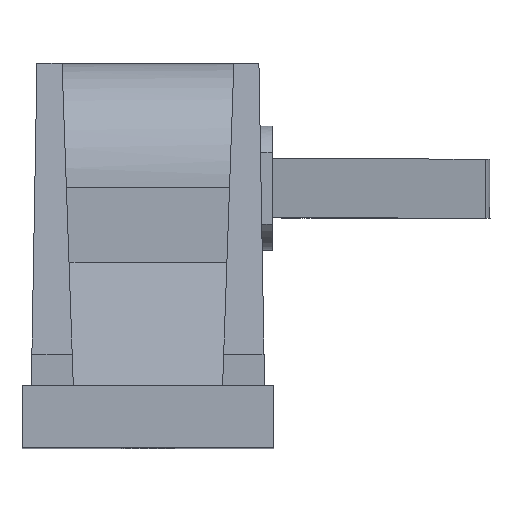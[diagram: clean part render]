
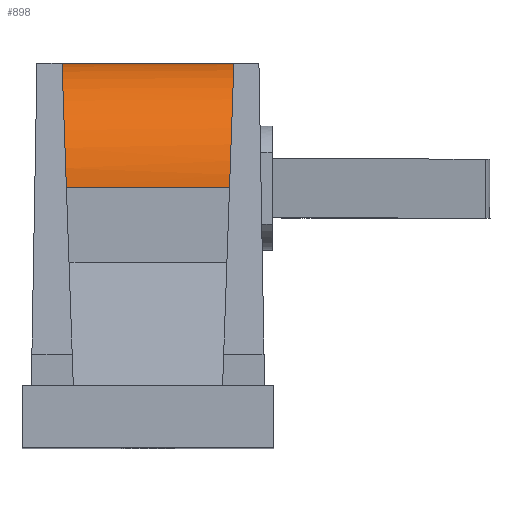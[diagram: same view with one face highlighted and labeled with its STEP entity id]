
A CAD part, top view. The second image highlights one B-rep face of the part: STEP entity #898.
In plain terms, the highlighted cylindrical face has radius 20 mm (diameter 40 mm), a partial arc.
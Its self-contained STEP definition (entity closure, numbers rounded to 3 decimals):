
#82 = VERTEX_POINT ( 'NONE', #1896 ) ;
#85 = AXIS2_PLACEMENT_3D ( 'NONE', #1129, #860, #835 ) ;
#116 = VECTOR ( 'NONE', #204, 1000. ) ;
#121 = EDGE_LOOP ( 'NONE', ( #943, #1295, #1027, #620 ) ) ;
#204 = DIRECTION ( 'NONE',  ( 1., 0., 0. ) ) ;
#222 = FACE_OUTER_BOUND ( 'NONE', #121, .T. ) ;
#364 = CYLINDRICAL_SURFACE ( 'NONE', #85, 20. ) ;
#476 = EDGE_CURVE ( 'NONE', #82, #1135, #845, .T. ) ;
#562 = VERTEX_POINT ( 'NONE', #1730 ) ;
#620 = ORIENTED_EDGE ( 'NONE', *, *, #1008, .F. ) ;
#656 =( BOUNDED_CURVE ( )  B_SPLINE_CURVE ( 3, ( #1069, #1244, #1694, #1415 ),
 .UNSPECIFIED., .F., .T. ) 
 B_SPLINE_CURVE_WITH_KNOTS ( ( 4, 4 ),
 ( 0., 1.571 ),
 .UNSPECIFIED. ) 
 CURVE ( )  GEOMETRIC_REPRESENTATION_ITEM ( )  RATIONAL_B_SPLINE_CURVE ( ( 1., 0.805, 0.805, 1. ) ) 
 REPRESENTATION_ITEM ( '' )  );
#668 = CARTESIAN_POINT ( 'NONE',  ( -13.117, 42., -112.5 ) ) ;
#835 = DIRECTION ( 'NONE',  ( 0., 1., 0. ) ) ;
#845 = LINE ( 'NONE', #1467, #116 ) ;
#860 = DIRECTION ( 'NONE',  ( 1., 0., 0. ) ) ;
#867 = CARTESIAN_POINT ( 'NONE',  ( -13.816, 62., -120.784 ) ) ;
#873 = VECTOR ( 'NONE', #1546, 1000. ) ;
#898 = ADVANCED_FACE ( 'NONE', ( #222 ), #364, .T. ) ;
#903 = CARTESIAN_POINT ( 'NONE',  ( -13.816, 62., -132.5 ) ) ;
#906 = LINE ( 'NONE', #916, #873 ) ;
#916 = CARTESIAN_POINT ( 'NONE',  ( 0., 42., -112.5 ) ) ;
#943 = ORIENTED_EDGE ( 'NONE', *, *, #1271, .F. ) ;
#1008 = EDGE_CURVE ( 'NONE', #562, #82, #1417, .T. ) ;
#1027 = ORIENTED_EDGE ( 'NONE', *, *, #476, .F. ) ;
#1069 = CARTESIAN_POINT ( 'NONE',  ( 13.816, 62., -132.5 ) ) ;
#1129 = CARTESIAN_POINT ( 'NONE',  ( -13.982, 42., -132.5 ) ) ;
#1135 = VERTEX_POINT ( 'NONE', #1914 ) ;
#1141 = CARTESIAN_POINT ( 'NONE',  ( -13.527, 53.716, -112.5 ) ) ;
#1244 = CARTESIAN_POINT ( 'NONE',  ( 13.816, 62., -120.784 ) ) ;
#1271 = EDGE_CURVE ( 'NONE', #1298, #562, #906, .T. ) ;
#1295 = ORIENTED_EDGE ( 'NONE', *, *, #1534, .F. ) ;
#1298 = VERTEX_POINT ( 'NONE', #1862 ) ;
#1415 = CARTESIAN_POINT ( 'NONE',  ( 13.117, 42., -112.5 ) ) ;
#1417 =( BOUNDED_CURVE ( )  B_SPLINE_CURVE ( 3, ( #668, #1141, #867, #903 ),
 .UNSPECIFIED., .F., .T. ) 
 B_SPLINE_CURVE_WITH_KNOTS ( ( 4, 4 ),
 ( 1.571, 3.142 ),
 .UNSPECIFIED. ) 
 CURVE ( )  GEOMETRIC_REPRESENTATION_ITEM ( )  RATIONAL_B_SPLINE_CURVE ( ( 1., 0.805, 0.805, 1. ) ) 
 REPRESENTATION_ITEM ( '' )  );
#1467 = CARTESIAN_POINT ( 'NONE',  ( 0., 62., -132.5 ) ) ;
#1534 = EDGE_CURVE ( 'NONE', #1135, #1298, #656, .T. ) ;
#1546 = DIRECTION ( 'NONE',  ( -1., 0., 0. ) ) ;
#1694 = CARTESIAN_POINT ( 'NONE',  ( 13.527, 53.716, -112.5 ) ) ;
#1730 = CARTESIAN_POINT ( 'NONE',  ( -13.117, 42., -112.5 ) ) ;
#1862 = CARTESIAN_POINT ( 'NONE',  ( 13.117, 42., -112.5 ) ) ;
#1896 = CARTESIAN_POINT ( 'NONE',  ( -13.816, 62., -132.5 ) ) ;
#1914 = CARTESIAN_POINT ( 'NONE',  ( 13.816, 62., -132.5 ) ) ;
